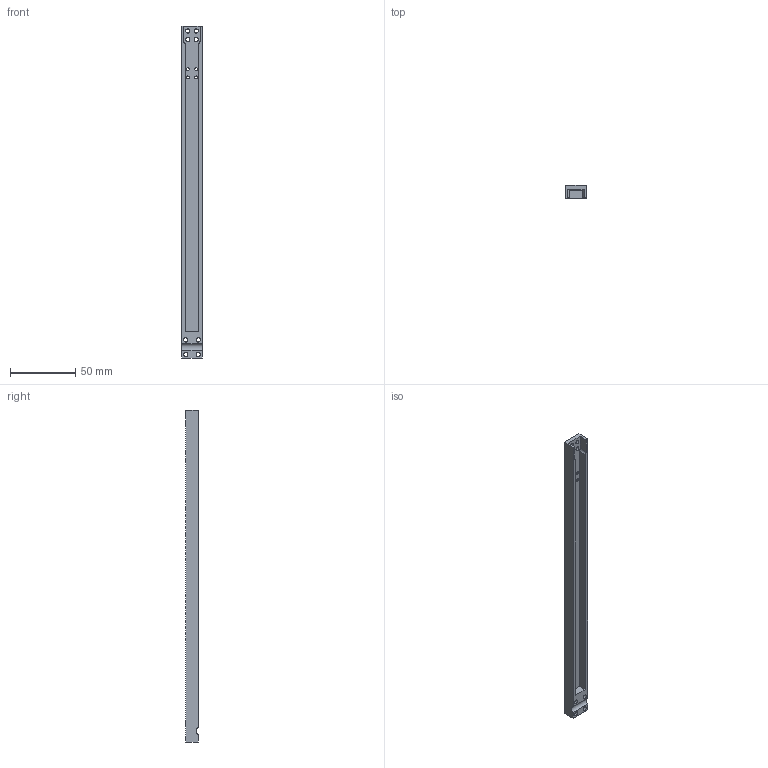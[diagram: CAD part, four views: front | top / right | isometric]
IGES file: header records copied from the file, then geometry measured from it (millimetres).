
Start section: SolidWorks IGES file using analytic representation for surfaces
Global section: file name: n08-neck-bar-long.IGS; native system: SolidWorks 2006 by SolidWorks Corporation; preprocessor: SolidWorks 2006 by SolidWorks Corporation; author: leinad; date: 080605.115703; units: inch
Bounding box: 15.88 x 9.53 x 254 mm (x, y, z)
Surface area: 16614.1 mm2 (no closed solid volume)
Topology: 0 solids, 0 shells, 40 faces, 1088 edges, 1202 vertices
Faces by surface type: revolution 27, bspline 13
